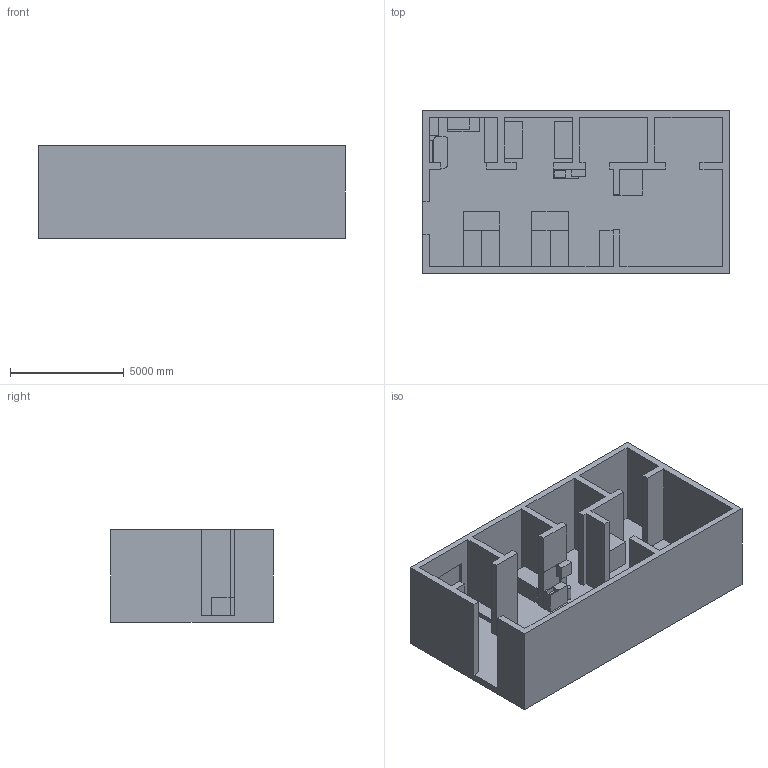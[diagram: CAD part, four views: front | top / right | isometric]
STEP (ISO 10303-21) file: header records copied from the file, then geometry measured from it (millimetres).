
FILE_DESCRIPTION(/* description */ (''),/* implementation_level */ '2;1');
FILE_NAME(/* name */ 'Lokal v21.step',/* time_stamp */ '2024-10-23T19:41:49+02:00',/* author */ (''),/* organization */ (''),/* preprocessor_version */ 'ST-DEVELOPER v20',/* originating_system */ 'Autodesk Translation Framework v13.14.0.145',/* authorisation */ '');
FILE_SCHEMA (('AUTOMOTIVE_DESIGN { 1 0 10303 214 3 1 1 }'));
Length unit declared in the file: centimetre
Products named in the file (13): Lokal; Lokal_1; Kuchenka; Nowe Blaty; Stare Blaty; Kacik Kuchenny; Frezarka; Biurko waskie; Laser; Billy; Kaloryfer; Blat 200x60; Biurko 140x60
Assembly tree (18 placements, depth 2):
  Lokal
    Lokal_1
    Nowe Blaty  x6
    Kuchenka
    Stare Blaty  x2
    Kacik Kuchenny
    Frezarka
    Biurko waskie
    Laser
    Billy
    Kaloryfer
    Blat 200x60
    Biurko 140x60
Bounding box: 13480 x 7140 x 4080 mm (x, y, z)
Volume: 102040681622.9 mm3; surface area: 708753471.9 mm2
Topology: 21 solids, 21 shells, 185 faces, 423 edges, 282 vertices
Faces by surface type: plane 180, cylinder 5
Full cylindrical faces by diameter (mm): 250 x1
Entity records: 4710 total; most frequent: CARTESIAN_POINT 766, DIRECTION 723, ORIENTED_EDGE 702, EDGE_CURVE 351, LINE 341, VECTOR 341, VERTEX_POINT 234, AXIS2_PLACEMENT_3D 191
